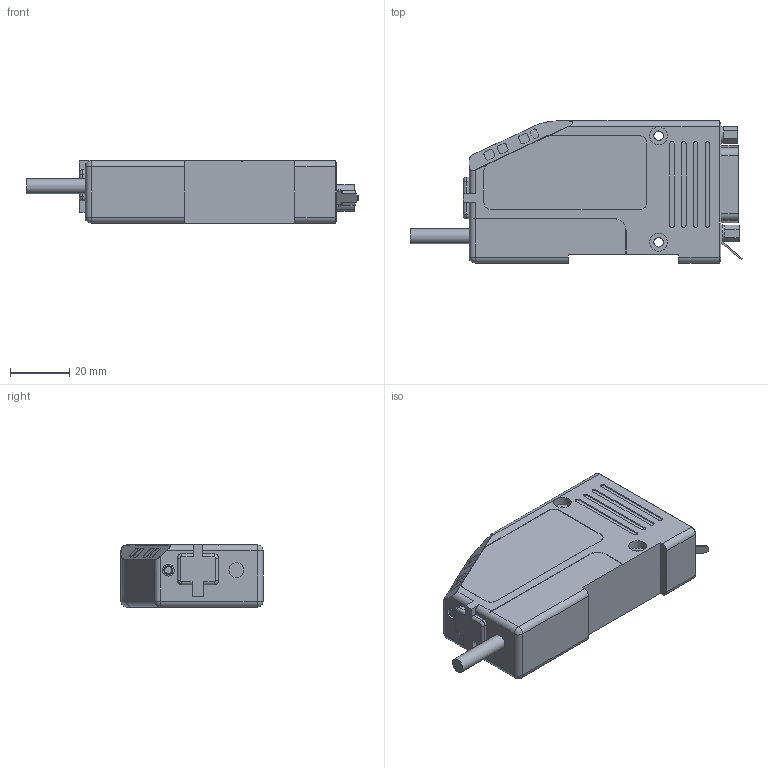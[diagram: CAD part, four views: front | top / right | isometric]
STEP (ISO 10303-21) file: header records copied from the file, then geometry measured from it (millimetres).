
FILE_DESCRIPTION(/* description */ (''),/* implementation_level */ '2;1');
FILE_NAME(/* name */ 'LA-9572-0070-06-A',/* time_stamp */ '2007-01-23T14:46:48+00:00',/* author */ (''),/* organization */ (''),/* preprocessor_version */ 'ST-DEVELOPER v9',/* originating_system */ 'UGS - NX 3.0',/* authorisation */ '');
FILE_SCHEMA (('CONFIG_CONTROL_DESIGN'));
Length unit declared in the file: millimetre
Products named in the file (1): ac1353E5bbt8
Bounding box: 112.17 x 48 x 21 mm (x, y, z)
Volume: 80502.5 mm3; surface area: 14577.1 mm2
Topology: 1 solids, 1 shells, 262 faces, 652 edges, 411 vertices
Faces by surface type: plane 154, cylinder 71, extrusion 16, bspline 12, cone 5, sphere 3, torus 1
Full cylindrical faces by diameter (mm): 2.8 x2, 3 x1, 3.2 x2, 3.9 x1, 5 x1, 5.5 x2, 6 x2
Entity records: 8701 total; most frequent: CARTESIAN_POINT 2509, ORIENTED_EDGE 1262, DIRECTION 1234, EDGE_CURVE 631, AXIS2_PLACEMENT_3D 423, VERTEX_POINT 405, VECTOR 388, LINE 372
